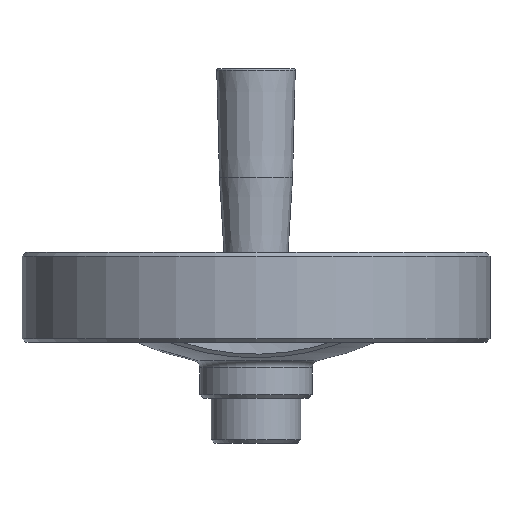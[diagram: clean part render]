
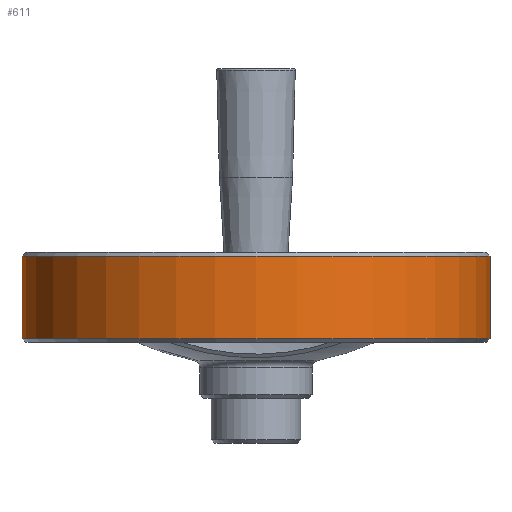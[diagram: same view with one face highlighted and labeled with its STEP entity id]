
A CAD part, left-side view. The second image highlights one B-rep face of the part: STEP entity #611.
In plain terms, the highlighted cylindrical face has radius 62.5 mm (diameter 125 mm), a full revolution.
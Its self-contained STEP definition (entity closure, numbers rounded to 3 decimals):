
#611 = ADVANCED_FACE( '', ( #1334, #1335 ), #1336, .T. );
#1334 = FACE_OUTER_BOUND( '', #2391, .T. );
#1335 = FACE_OUTER_BOUND( '', #2392, .T. );
#1336 = CYLINDRICAL_SURFACE( '', #2393, 62.5 );
#2391 = EDGE_LOOP( '', ( #5173 ) );
#2392 = EDGE_LOOP( '', ( #5174 ) );
#2393 = AXIS2_PLACEMENT_3D( '', #5175, #5176, #5177 );
#5173 = ORIENTED_EDGE( '', *, *, #6526, .T. );
#5174 = ORIENTED_EDGE( '', *, *, #6515, .T. );
#5175 = CARTESIAN_POINT( '', ( 0., 0., 31.304 ) );
#5176 = DIRECTION( '', ( 0., 0., -1. ) );
#5177 = DIRECTION( '', ( 1., 0., 0. ) );
#6515 = EDGE_CURVE( '', #7730, #7730, #7731, .T. );
#6526 = EDGE_CURVE( '', #7744, #7744, #7745, .T. );
#7730 = VERTEX_POINT( '', #11001 );
#7731 = CIRCLE( '', #11002, 62.5 );
#7744 = VERTEX_POINT( '', #11024 );
#7745 = CIRCLE( '', #11025, 62.5 );
#11001 = CARTESIAN_POINT( '', ( 62.5, 0., 28. ) );
#11002 = AXIS2_PLACEMENT_3D( '', #12209, #12210, #12211 );
#11024 = CARTESIAN_POINT( '', ( -62.5, 0., 50. ) );
#11025 = AXIS2_PLACEMENT_3D( '', #12220, #12221, #12222 );
#12209 = CARTESIAN_POINT( '', ( 0., 0., 28. ) );
#12210 = DIRECTION( '', ( 0., 0., 1. ) );
#12211 = DIRECTION( '', ( 1., 0., 0. ) );
#12220 = CARTESIAN_POINT( '', ( 0., 0., 50. ) );
#12221 = DIRECTION( '', ( 0., 0., -1. ) );
#12222 = DIRECTION( '', ( -1., 0., 0. ) );
